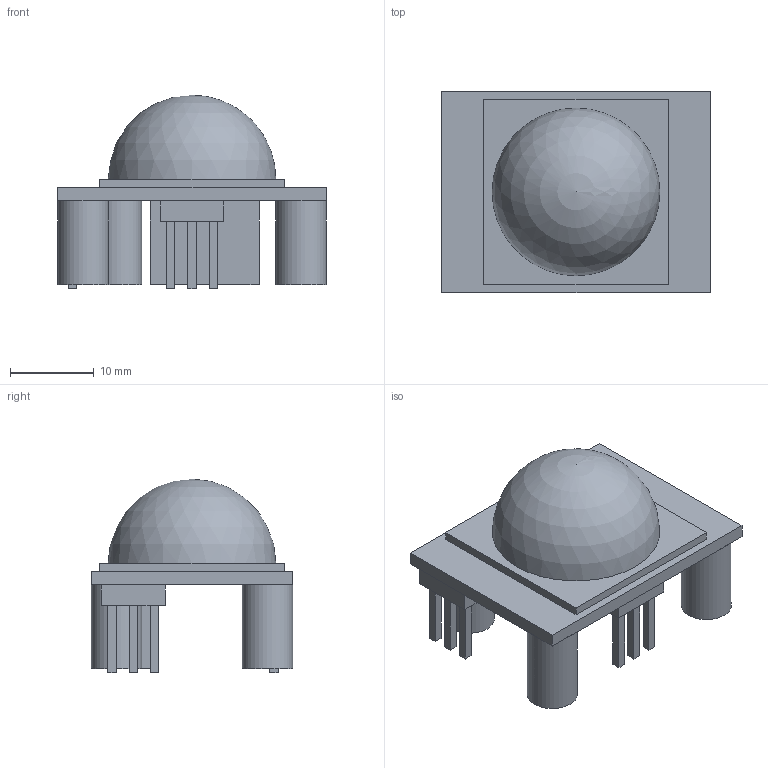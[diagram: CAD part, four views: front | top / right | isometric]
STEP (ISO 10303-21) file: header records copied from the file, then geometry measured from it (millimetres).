
FILE_DESCRIPTION(('FreeCAD Model'),'2;1');
FILE_NAME( 'hc-sr501.step', '2015-04-04T12:09:10',('FreeCAD'),('FreeCAD'), 'Open CASCADE STEP processor 6.7','FreeCAD','Unknown');
FILE_SCHEMA(('AUTOMOTIVE_DESIGN_CC2 { 1 2 10303 214 -1 1 5 4 }'));
Length unit declared in the file: millimetre
Products named in the file (1): hc-sr501
Bounding box: 32 x 24 x 23.1 mm (x, y, z)
Volume: 5862.9 mm3; surface area: 3544.9 mm2
Topology: 1 solids, 1 shells, 68 faces, 159 edges, 103 vertices
Faces by surface type: plane 63, cylinder 4, sphere 1
Full cylindrical faces by diameter (mm): 6 x4
Entity records: 4455 total; most frequent: CARTESIAN_POINT 749, DIRECTION 570, LINE 397, VECTOR 397, ORIENTED_EDGE 316, PCURVE 316, DEFINITIONAL_REPRESENTATION 316, EDGE_CURVE 158
